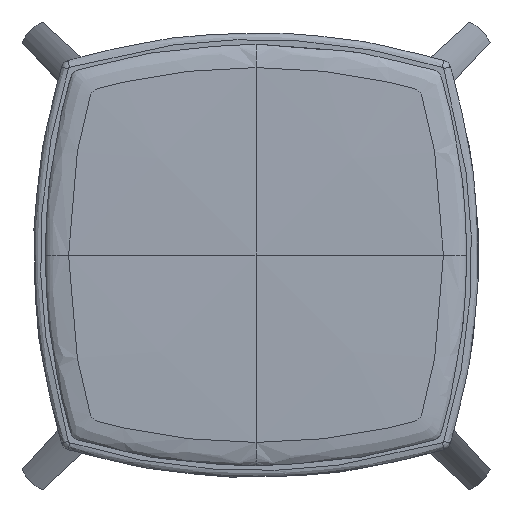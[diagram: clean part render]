
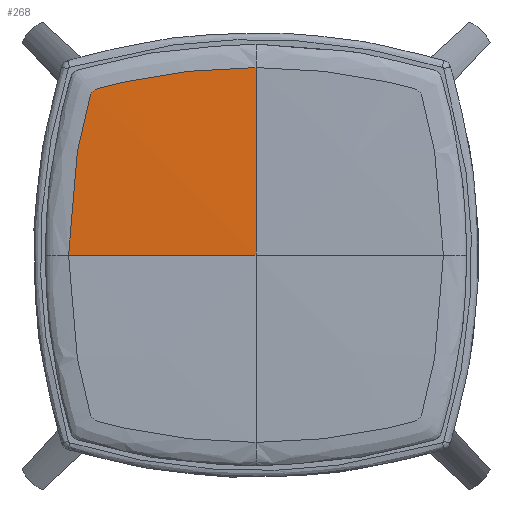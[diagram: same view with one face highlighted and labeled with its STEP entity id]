
A CAD part, top view. The second image highlights one B-rep face of the part: STEP entity #268.
In plain terms, the highlighted free-form (B-spline) face has degree [3, 3] with [5, 5] control points.
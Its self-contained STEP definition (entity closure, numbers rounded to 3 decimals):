
#268=ADVANCED_FACE('',(#394),#1742,.T.);
#394=FACE_OUTER_BOUND('',#520,.T.);
#520=EDGE_LOOP('',(#649,#650,#651));
#649=ORIENTED_EDGE('',*,*,#1163,.F.);
#650=ORIENTED_EDGE('',*,*,#1165,.F.);
#651=ORIENTED_EDGE('',*,*,#1166,.F.);
#1163=EDGE_CURVE('',#1582,#1583,#1423,.T.);
#1165=EDGE_CURVE('',#1584,#1582,#1425,.T.);
#1166=EDGE_CURVE('',#1583,#1584,#1426,.T.);
#1423=B_SPLINE_CURVE_WITH_KNOTS('',3,(#2807,#2808,#2809,#2810,#2811,#2812,
#2813,#2814,#2815,#2816,#2817,#2818,#2819,#2820,#2821,#2822,#2823,#2824,
#2825,#2826,#2827,#2828,#2829,#2830,#2831,#2832,#2833,#2834,#2835,#2836,
#2837,#2838,#2839,#2840,#2841,#2842,#2843,#2844,#2845,#2846,#2847),
 .UNSPECIFIED.,.F.,.F.,(4,2,2,2,2,2,1,1,1,2,2,1,1,1,2,2,1,1,1,2,2,2,2,2,
4),(-300.368,-231.327,-196.806,-179.546,
-170.916,-166.601,-164.443,-162.286,
-160.128,-156.23,-153.202,-151.685,
-150.174,-148.662,-147.151,-144.128,
-140.24,-138.083,-135.925,-133.767,
-129.452,-120.822,-103.562,-69.041,
0.),.UNSPECIFIED.);
#1425=B_SPLINE_CURVE_WITH_KNOTS('',3,(#2852,#2853,#2854,#2855,#2856),
 .UNSPECIFIED.,.F.,.F.,(4,1,4),(330.,412.5,490.),
 .UNSPECIFIED.);
#1426=B_SPLINE_CURVE_WITH_KNOTS('',3,(#2857,#2858,#2859,#2860,#2861),
 .UNSPECIFIED.,.F.,.F.,(4,1,4),(170.,247.5,330.),
 .UNSPECIFIED.);
#1582=VERTEX_POINT('',#2755);
#1583=VERTEX_POINT('',#2756);
#1584=VERTEX_POINT('',#2757);
#1742=B_SPLINE_SURFACE_WITH_KNOTS('',3,3,((#2161,#2162,#2163,#2164,#2165),
(#2166,#2167,#2168,#2169,#2170),(#2171,#2172,#2173,#2174,#2175),(#2176,
#2177,#2178,#2179,#2180),(#2181,#2182,#2183,#2184,#2185)),.UNSPECIFIED.,
 .F.,.F.,.F.,(4,1,4),(4,1,4),(0.,82.5,165.),(0.,82.5,165.),
 .UNSPECIFIED.);
#2161=CARTESIAN_POINT('',(-165.,165.,484.875));
#2162=CARTESIAN_POINT('',(-137.5,165.,486.125));
#2163=CARTESIAN_POINT('',(-82.5,165.,486.125));
#2164=CARTESIAN_POINT('',(-27.5,165.,486.125));
#2165=CARTESIAN_POINT('',(0.,165.,486.125));
#2166=CARTESIAN_POINT('',(-165.,137.5,486.125));
#2167=CARTESIAN_POINT('',(-137.5,137.5,486.75));
#2168=CARTESIAN_POINT('',(-82.5,137.5,488.));
#2169=CARTESIAN_POINT('',(-27.5,137.5,488.));
#2170=CARTESIAN_POINT('',(0.,137.5,488.));
#2171=CARTESIAN_POINT('',(-165.,82.5,486.125));
#2172=CARTESIAN_POINT('',(-137.5,82.5,488.));
#2173=CARTESIAN_POINT('',(-82.5,82.5,488.));
#2174=CARTESIAN_POINT('',(-27.5,82.5,488.));
#2175=CARTESIAN_POINT('',(0.,82.5,488.));
#2176=CARTESIAN_POINT('',(-165.,27.5,486.125));
#2177=CARTESIAN_POINT('',(-137.5,27.5,488.));
#2178=CARTESIAN_POINT('',(-82.5,27.5,488.));
#2179=CARTESIAN_POINT('',(-27.5,27.5,488.));
#2180=CARTESIAN_POINT('',(0.,27.5,488.));
#2181=CARTESIAN_POINT('',(-165.,0.,486.125));
#2182=CARTESIAN_POINT('',(-137.5,0.,488.));
#2183=CARTESIAN_POINT('',(-82.5,0.,488.));
#2184=CARTESIAN_POINT('',(-27.5,0.,488.));
#2185=CARTESIAN_POINT('',(0.,0.,488.));
#2755=CARTESIAN_POINT('',(-160.,0.,486.446));
#2756=CARTESIAN_POINT('',(0.,160.,486.446));
#2757=CARTESIAN_POINT('',(0.,0.,488.));
#2807=CARTESIAN_POINT('',(-160.,0.,486.446));
#2808=CARTESIAN_POINT('',(-160.005,22.58,486.441));
#2809=CARTESIAN_POINT('',(-158.533,45.16,486.547));
#2810=CARTESIAN_POINT('',(-154.127,78.741,486.694));
#2811=CARTESIAN_POINT('',(-152.297,89.888,486.739));
#2812=CARTESIAN_POINT('',(-149.008,106.5,486.726));
#2813=CARTESIAN_POINT('',(-147.822,112.02,486.707));
#2814=CARTESIAN_POINT('',(-145.909,120.268,486.652));
#2815=CARTESIAN_POINT('',(-145.249,123.011,486.629));
#2816=CARTESIAN_POINT('',(-144.224,127.121,486.588));
#2817=CARTESIAN_POINT('',(-143.879,128.482,486.573));
#2818=CARTESIAN_POINT('',(-143.346,130.549,486.548));
#2819=CARTESIAN_POINT('',(-143.015,131.822,486.533));
#2820=CARTESIAN_POINT('',(-142.387,134.211,486.501));
#2821=CARTESIAN_POINT('',(-142.06,135.233,486.487));
#2822=CARTESIAN_POINT('',(-141.57,136.318,486.476));
#2823=CARTESIAN_POINT('',(-140.972,137.345,486.468));
#2824=CARTESIAN_POINT('',(-140.672,137.793,486.466));
#2825=CARTESIAN_POINT('',(-140.181,138.421,486.463));
#2826=CARTESIAN_POINT('',(-139.841,138.828,486.462));
#2827=CARTESIAN_POINT('',(-139.285,139.41,486.461));
#2828=CARTESIAN_POINT('',(-138.721,139.935,486.462));
#2829=CARTESIAN_POINT('',(-138.318,140.264,486.464));
#2830=CARTESIAN_POINT('',(-137.703,140.735,486.466));
#2831=CARTESIAN_POINT('',(-137.263,141.023,486.469));
#2832=CARTESIAN_POINT('',(-136.26,141.598,486.477));
#2833=CARTESIAN_POINT('',(-135.196,142.072,486.488));
#2834=CARTESIAN_POINT('',(-134.218,142.384,486.5));
#2835=CARTESIAN_POINT('',(-131.819,143.015,486.533));
#2836=CARTESIAN_POINT('',(-130.549,143.346,486.548));
#2837=CARTESIAN_POINT('',(-128.482,143.879,486.573));
#2838=CARTESIAN_POINT('',(-127.121,144.224,486.588));
#2839=CARTESIAN_POINT('',(-123.011,145.249,486.629));
#2840=CARTESIAN_POINT('',(-120.268,145.909,486.652));
#2841=CARTESIAN_POINT('',(-112.02,147.822,486.707));
#2842=CARTESIAN_POINT('',(-106.5,149.008,486.726));
#2843=CARTESIAN_POINT('',(-89.888,152.297,486.739));
#2844=CARTESIAN_POINT('',(-78.741,154.127,486.694));
#2845=CARTESIAN_POINT('',(-45.16,158.533,486.547));
#2846=CARTESIAN_POINT('',(-22.58,160.005,486.441));
#2847=CARTESIAN_POINT('',(0.,160.,486.446));
#2852=CARTESIAN_POINT('',(0.,0.,488.));
#2853=CARTESIAN_POINT('',(-27.5,0.,488.));
#2854=CARTESIAN_POINT('',(-80.833,0.,488.));
#2855=CARTESIAN_POINT('',(-134.167,0.,488.));
#2856=CARTESIAN_POINT('',(-160.,0.,486.446));
#2857=CARTESIAN_POINT('',(0.,160.,486.446));
#2858=CARTESIAN_POINT('',(0.,134.167,488.));
#2859=CARTESIAN_POINT('',(0.,80.833,488.));
#2860=CARTESIAN_POINT('',(0.,27.5,488.));
#2861=CARTESIAN_POINT('',(0.,0.,488.));
